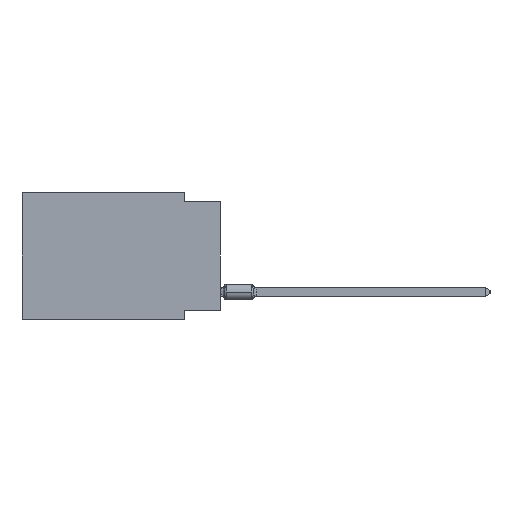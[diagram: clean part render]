
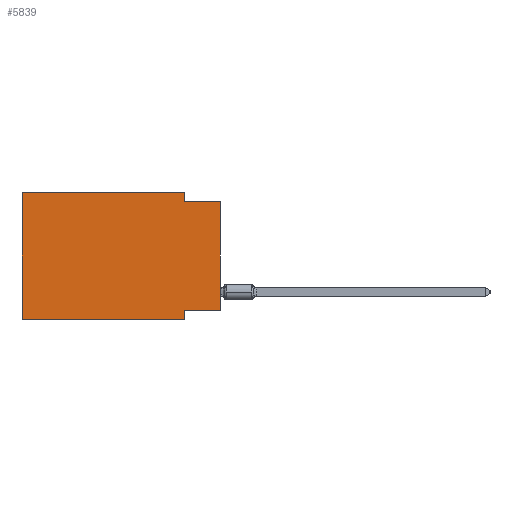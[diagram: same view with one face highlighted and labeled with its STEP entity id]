
A CAD part, left-side view. The second image highlights one B-rep face of the part: STEP entity #5839.
In plain terms, the highlighted planar face has unit normal (-1, 0, 0).
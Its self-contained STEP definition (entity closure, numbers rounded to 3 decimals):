
#267 = LINE ( 'NONE', #2075, #399 ) ;
#399 = VECTOR ( 'NONE', #10510, 1000. ) ;
#633 = LINE ( 'NONE', #23462, #1033 ) ;
#896 = VERTEX_POINT ( 'NONE', #10556 ) ;
#1033 = VECTOR ( 'NONE', #7014, 1000. ) ;
#1632 = PLANE ( 'NONE',  #15790 ) ;
#2075 = CARTESIAN_POINT ( 'NONE',  ( 0., 13.97, 0. ) ) ;
#4147 = EDGE_LOOP ( 'NONE', ( #11983, #5773, #24438, #6518, #16811, #17102, #6080, #6777 ) ) ;
#4200 = CARTESIAN_POINT ( 'NONE',  ( 0., 13.97, 0. ) ) ;
#4220 = LINE ( 'NONE', #27293, #21609 ) ;
#4829 = CARTESIAN_POINT ( 'NONE',  ( 0., 2.54, 0. ) ) ;
#4966 = LINE ( 'NONE', #8710, #20152 ) ;
#5250 = CARTESIAN_POINT ( 'NONE',  ( 0., 0., -8.255 ) ) ;
#5286 = CARTESIAN_POINT ( 'NONE',  ( 0., 0., -0.635 ) ) ;
#5773 = ORIENTED_EDGE ( 'NONE', *, *, #11005, .F. ) ;
#5839 = ADVANCED_FACE ( 'NONE', ( #18495 ), #1632, .F. ) ;
#6080 = ORIENTED_EDGE ( 'NONE', *, *, #24864, .F. ) ;
#6315 = CARTESIAN_POINT ( 'NONE',  ( 0., 2.54, -0.635 ) ) ;
#6518 = ORIENTED_EDGE ( 'NONE', *, *, #20693, .F. ) ;
#6777 = ORIENTED_EDGE ( 'NONE', *, *, #13212, .F. ) ;
#6903 = LINE ( 'NONE', #4829, #8246 ) ;
#6937 = VERTEX_POINT ( 'NONE', #14970 ) ;
#7014 = DIRECTION ( 'NONE',  ( 0., 0., -1. ) ) ;
#7193 = DIRECTION ( 'NONE',  ( 0., 1., 0. ) ) ;
#7726 = DIRECTION ( 'NONE',  ( 1., 0., 0. ) ) ;
#8238 = VERTEX_POINT ( 'NONE', #24482 ) ;
#8246 = VECTOR ( 'NONE', #17261, 1000. ) ;
#8710 = CARTESIAN_POINT ( 'NONE',  ( 0., 13.97, -8.89 ) ) ;
#9200 = LINE ( 'NONE', #15281, #26481 ) ;
#9345 = EDGE_CURVE ( 'NONE', #896, #27279, #4966, .T. ) ;
#9348 = EDGE_CURVE ( 'NONE', #15152, #17975, #6903, .T. ) ;
#10510 = DIRECTION ( 'NONE',  ( 0., -1., 0. ) ) ;
#10556 = CARTESIAN_POINT ( 'NONE',  ( 0., 13.97, -8.89 ) ) ;
#11005 = EDGE_CURVE ( 'NONE', #17975, #21532, #9200, .T. ) ;
#11983 = ORIENTED_EDGE ( 'NONE', *, *, #20547, .T. ) ;
#12394 = EDGE_CURVE ( 'NONE', #896, #20104, #4220, .T. ) ;
#13212 = EDGE_CURVE ( 'NONE', #6937, #8238, #21965, .T. ) ;
#14092 = VECTOR ( 'NONE', #16188, 1000. ) ;
#14263 = LINE ( 'NONE', #18527, #14092 ) ;
#14970 = CARTESIAN_POINT ( 'NONE',  ( 0., 0., -8.255 ) ) ;
#15152 = VERTEX_POINT ( 'NONE', #23205 ) ;
#15281 = CARTESIAN_POINT ( 'NONE',  ( 0., 0., -0.635 ) ) ;
#15790 = AXIS2_PLACEMENT_3D ( 'NONE', #24593, #7726, #22220 ) ;
#16188 = DIRECTION ( 'NONE',  ( 0., 0., 1. ) ) ;
#16811 = ORIENTED_EDGE ( 'NONE', *, *, #12394, .F. ) ;
#17102 = ORIENTED_EDGE ( 'NONE', *, *, #9345, .T. ) ;
#17261 = DIRECTION ( 'NONE',  ( 0., 0., -1. ) ) ;
#17396 = DIRECTION ( 'NONE',  ( 0., -1., 0. ) ) ;
#17975 = VERTEX_POINT ( 'NONE', #6315 ) ;
#18495 = FACE_OUTER_BOUND ( 'NONE', #4147, .T. ) ;
#18527 = CARTESIAN_POINT ( 'NONE',  ( 0., 0., 0. ) ) ;
#19001 = VECTOR ( 'NONE', #7193, 1000. ) ;
#20104 = VERTEX_POINT ( 'NONE', #4200 ) ;
#20152 = VECTOR ( 'NONE', #17396, 1000. ) ;
#20547 = EDGE_CURVE ( 'NONE', #6937, #21532, #14263, .T. ) ;
#20693 = EDGE_CURVE ( 'NONE', #20104, #15152, #267, .T. ) ;
#21532 = VERTEX_POINT ( 'NONE', #5286 ) ;
#21609 = VECTOR ( 'NONE', #23002, 1000. ) ;
#21965 = LINE ( 'NONE', #5250, #19001 ) ;
#22220 = DIRECTION ( 'NONE',  ( 0., 0., -1. ) ) ;
#23002 = DIRECTION ( 'NONE',  ( 0., 0., 1. ) ) ;
#23205 = CARTESIAN_POINT ( 'NONE',  ( 0., 2.54, 0. ) ) ;
#23462 = CARTESIAN_POINT ( 'NONE',  ( 0., 2.54, -8.89 ) ) ;
#24438 = ORIENTED_EDGE ( 'NONE', *, *, #9348, .F. ) ;
#24482 = CARTESIAN_POINT ( 'NONE',  ( 0., 2.54, -8.255 ) ) ;
#24593 = CARTESIAN_POINT ( 'NONE',  ( 0., 13.97, 0. ) ) ;
#24864 = EDGE_CURVE ( 'NONE', #8238, #27279, #633, .T. ) ;
#25203 = CARTESIAN_POINT ( 'NONE',  ( 0., 2.54, -8.89 ) ) ;
#25512 = DIRECTION ( 'NONE',  ( 0., -1., 0. ) ) ;
#26481 = VECTOR ( 'NONE', #25512, 1000. ) ;
#27279 = VERTEX_POINT ( 'NONE', #25203 ) ;
#27293 = CARTESIAN_POINT ( 'NONE',  ( 0., 13.97, 0. ) ) ;
